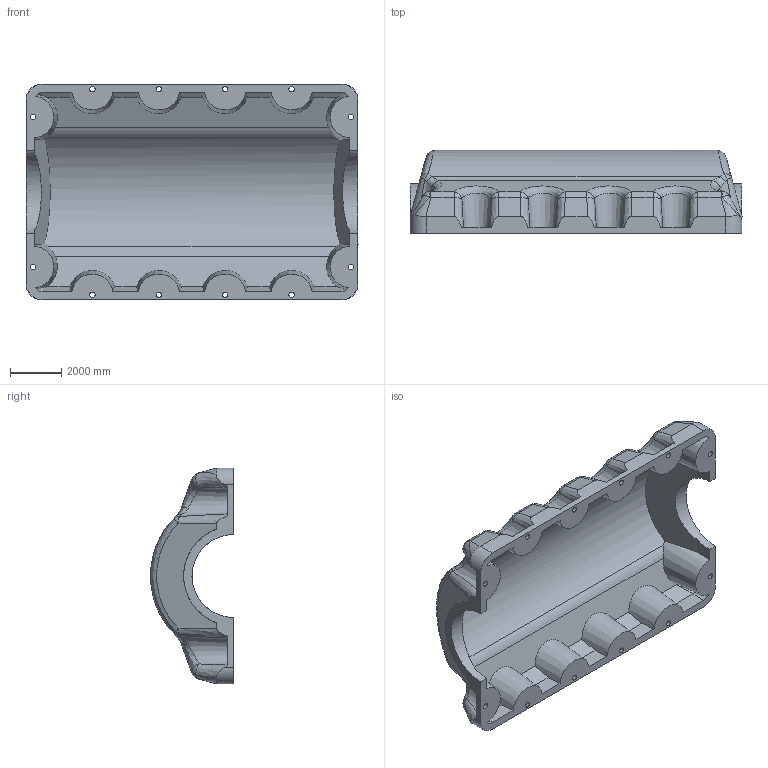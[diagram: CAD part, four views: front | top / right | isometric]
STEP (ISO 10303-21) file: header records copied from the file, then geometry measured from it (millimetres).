
FILE_DESCRIPTION((''),'2;1');
FILE_NAME('OIL_PAN','2026-01-05T14:44:23',('H576696'),('Honeywell International Inc.'),'CREO PARAMETRIC BY PTC INC, 2023134','CREO PARAMETRIC BY PTC INC, 2023134','');
FILE_SCHEMA(('AUTOMOTIVE_DESIGN { 1 0 10303 214 1 1 1 1 }'));
Length unit declared in the file: inch
Products named in the file (1): OIL_PAN
Bounding box: 12903.2 x 3225.06 x 8387.08 mm (x, y, z)
Volume: 56096796805.3 mm3; surface area: 368444604.9 mm2
Topology: 1 solids, 1 shells, 218 faces, 564 edges, 348 vertices
Faces by surface type: plane 60, cylinder 60, bspline 50, cone 24, sphere 24
Entity records: 13109 total; most frequent: CARTESIAN_POINT 4926, ORIENTED_EDGE 1128, DIRECTION 828, PRESENTATION_STYLE_ASSIGNMENT 783, STYLED_ITEM 783, CURVE_STYLE 564, EDGE_CURVE 564, VERTEX_POINT 348
